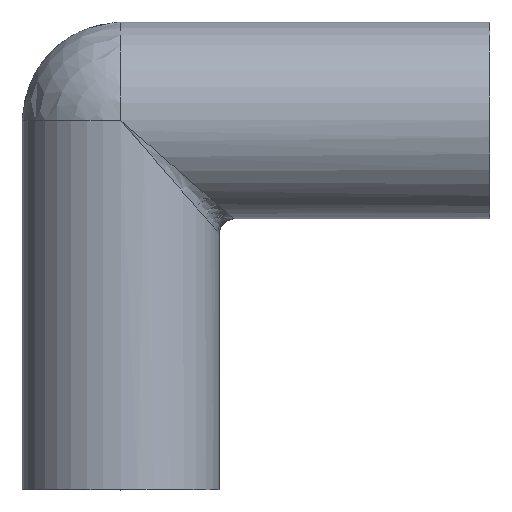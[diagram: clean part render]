
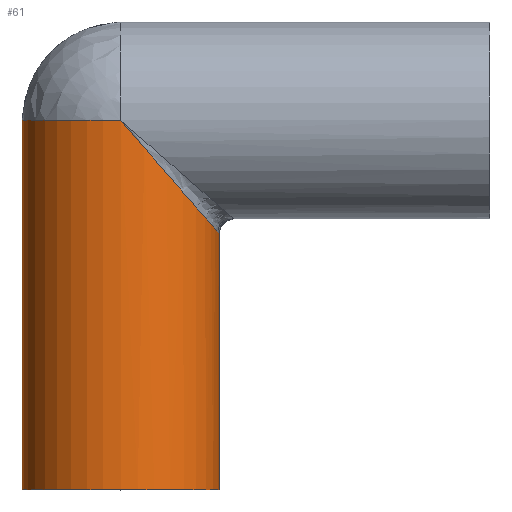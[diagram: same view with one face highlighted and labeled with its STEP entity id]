
A CAD part, top view. The second image highlights one B-rep face of the part: STEP entity #61.
In plain terms, the highlighted cylindrical face has radius 20 mm (diameter 40 mm), a partial arc.
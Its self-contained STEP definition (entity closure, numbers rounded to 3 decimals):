
#61=ADVANCED_FACE('',(#119),#120,.T.);
#119=FACE_OUTER_BOUND('',#1121,.T.);
#120=CYLINDRICAL_SURFACE('',#1122,20.0);
#1121=EDGE_LOOP('',(#1222,#1223,#1224,#1225,#1226));
#1122=AXIS2_PLACEMENT_3D('',#1227,#1228,#1229);
#1222=ORIENTED_EDGE('',*,*,#1248,.T.);
#1223=ORIENTED_EDGE('',*,*,#1289,.F.);
#1224=ORIENTED_EDGE('',*,*,#1251,.T.);
#1225=ORIENTED_EDGE('',*,*,#1283,.F.);
#1226=ORIENTED_EDGE('',*,*,#1290,.T.);
#1227=CARTESIAN_POINT('',(0.,37.5,0.0));
#1228=DIRECTION('',(0.0,-1.0,0.0));
#1229=DIRECTION('',(-1.0,0.0,0.0));
#1248=EDGE_CURVE('',#1295,#1296,#1297,.T.);
#1251=EDGE_CURVE('',#1302,#1300,#1303,.T.);
#1283=EDGE_CURVE('',#1309,#1300,#1350,.T.);
#1289=EDGE_CURVE('',#1302,#1296,#1356,.T.);
#1290=EDGE_CURVE('',#1309,#1295,#1357,.T.);
#1295=VERTEX_POINT('',#1362);
#1296=VERTEX_POINT('',#1363);
#1297=LINE('',#1364,#1365);
#1300=VERTEX_POINT('',#1368);
#1302=VERTEX_POINT('',#1370);
#1303=LINE('',#1371,#1372);
#1309=VERTEX_POINT('',#1379);
#1350=ELLIPSE('',#1425,30.48,20.0);
#1356=CIRCLE('',#1431,20.0);
#1357=CIRCLE('',#1432,20.0);
#1362=CARTESIAN_POINT('',(-20.0,75.0,0.));
#1363=CARTESIAN_POINT('',(-20.0,0.0,0.0));
#1364=CARTESIAN_POINT('',(-20.0,37.5,0.));
#1365=VECTOR('',#1436,1.0);
#1368=CARTESIAN_POINT('',(20.0,52.0,0.));
#1370=CARTESIAN_POINT('',(20.0,0.0,0.));
#1371=CARTESIAN_POINT('',(20.0,37.5,0.));
#1372=VECTOR('',#1443,1.0);
#1379=CARTESIAN_POINT('',(0.,75.0,20.0));
#1425=AXIS2_PLACEMENT_3D('',#1501,#1502,#1503);
#1431=AXIS2_PLACEMENT_3D('',#1510,#1511,#1512);
#1432=AXIS2_PLACEMENT_3D('',#1513,#1514,#1515);
#1436=DIRECTION('',(0.0,-1.0,0.0));
#1443=DIRECTION('',(-0.0,1.0,-0.0));
#1501=CARTESIAN_POINT('',(0.,75.0,0.0));
#1502=DIRECTION('',(0.755,0.656,0.0));
#1503=DIRECTION('',(0.656,-0.755,0.0));
#1510=CARTESIAN_POINT('',(0.,0.0,0.0));
#1511=DIRECTION('',(0.0,-1.0,0.0));
#1512=DIRECTION('',(-1.0,0.0,0.0));
#1513=CARTESIAN_POINT('',(0.,75.0,0.0));
#1514=DIRECTION('',(0.0,-1.0,0.0));
#1515=DIRECTION('',(-1.0,0.0,0.0));
